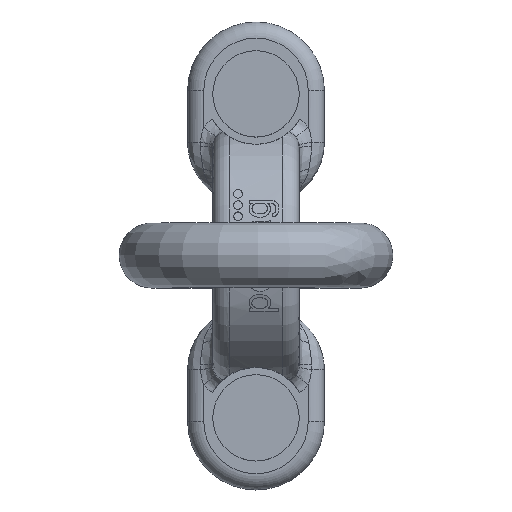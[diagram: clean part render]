
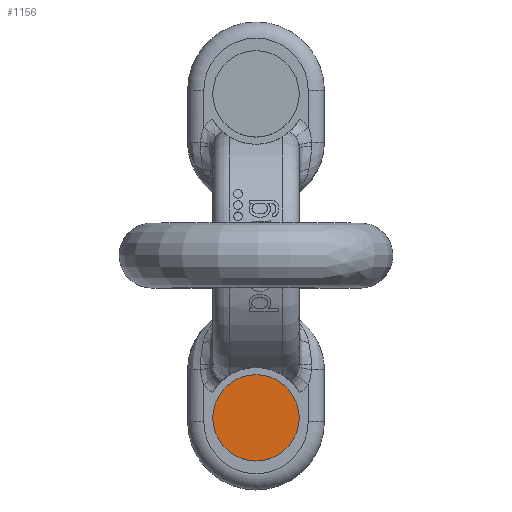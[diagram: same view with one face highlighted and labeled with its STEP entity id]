
A CAD part, top view. The second image highlights one B-rep face of the part: STEP entity #1156.
In plain terms, the highlighted planar face has unit normal (0, 0, 1).
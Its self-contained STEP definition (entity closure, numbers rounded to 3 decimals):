
#793=PLANE('',#3745);
#986=FACE_OUTER_BOUND('',#1719,.T.);
#1156=ADVANCED_FACE('',(#986),#793,.F.);
#1719=EDGE_LOOP('',(#2849));
#2039=CIRCLE('',#3742,12.);
#2849=ORIENTED_EDGE('',*,*,#3529,.F.);
#3121=VERTEX_POINT('',#8003);
#3529=EDGE_CURVE('',#3121,#3121,#2039,.T.);
#3742=AXIS2_PLACEMENT_3D('',#8002,#4287,#4288);
#3745=AXIS2_PLACEMENT_3D('',#8007,#4293,#4294);
#4287=DIRECTION('',(0.,0.,-1.));
#4288=DIRECTION('',(0.,-1.,0.));
#4293=DIRECTION('',(0.,0.,-1.));
#4294=DIRECTION('',(-1.,0.,0.));
#8002=CARTESIAN_POINT('',(0.,-45.,29.));
#8003=CARTESIAN_POINT('',(0.,-57.,29.));
#8007=CARTESIAN_POINT('',(0.,-45.,29.));
